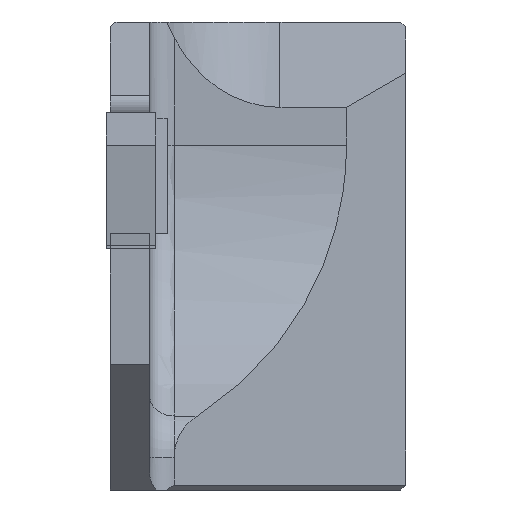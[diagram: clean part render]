
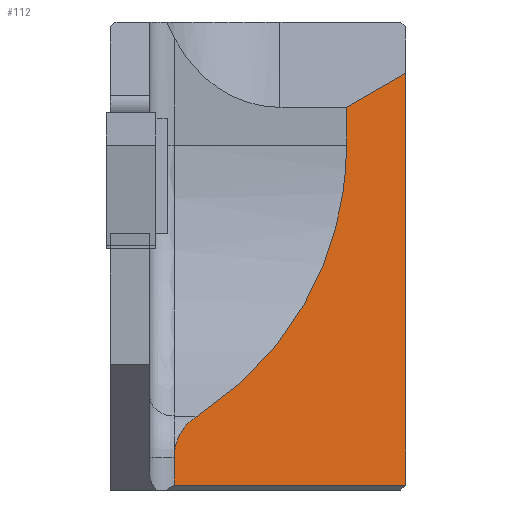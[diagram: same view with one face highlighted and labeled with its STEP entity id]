
A CAD part, left-side view. The second image highlights one B-rep face of the part: STEP entity #112.
In plain terms, the highlighted planar face has unit normal (-0.707, -0.707, 0).
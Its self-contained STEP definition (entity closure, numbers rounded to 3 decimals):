
#58=PLANE('',#1218);
#112=ADVANCED_FACE('',(#187),#58,.T.);
#187=FACE_OUTER_BOUND('',#254,.T.);
#254=EDGE_LOOP('',(#622,#623,#624,#625,#626,#627,#628));
#323=LINE('',#1652,#456);
#324=LINE('',#1655,#457);
#325=LINE('',#1657,#458);
#326=LINE('',#1663,#459);
#327=LINE('',#1665,#460);
#456=VECTOR('',#1321,1.);
#457=VECTOR('',#1322,1.);
#458=VECTOR('',#1323,1.);
#459=VECTOR('',#1328,1.);
#460=VECTOR('',#1329,1.);
#587=ELLIPSE('',#1216,18.385,13.);
#588=ELLIPSE('',#1217,2.828,2.);
#622=ORIENTED_EDGE('',*,*,#1051,.F.);
#623=ORIENTED_EDGE('',*,*,#1052,.T.);
#624=ORIENTED_EDGE('',*,*,#1053,.F.);
#625=ORIENTED_EDGE('',*,*,#1054,.F.);
#626=ORIENTED_EDGE('',*,*,#1055,.F.);
#627=ORIENTED_EDGE('',*,*,#1056,.T.);
#628=ORIENTED_EDGE('',*,*,#1057,.T.);
#950=VERTEX_POINT('',#1653);
#951=VERTEX_POINT('',#1654);
#952=VERTEX_POINT('',#1656);
#953=VERTEX_POINT('',#1658);
#954=VERTEX_POINT('',#1660);
#955=VERTEX_POINT('',#1662);
#956=VERTEX_POINT('',#1664);
#1051=EDGE_CURVE('',#950,#951,#323,.T.);
#1052=EDGE_CURVE('',#950,#952,#324,.T.);
#1053=EDGE_CURVE('',#953,#952,#325,.T.);
#1054=EDGE_CURVE('',#954,#953,#587,.T.);
#1055=EDGE_CURVE('',#955,#954,#588,.T.);
#1056=EDGE_CURVE('',#955,#956,#326,.T.);
#1057=EDGE_CURVE('',#956,#951,#327,.T.);
#1216=AXIS2_PLACEMENT_3D('',#1659,#1324,#1325);
#1217=AXIS2_PLACEMENT_3D('',#1661,#1326,#1327);
#1218=AXIS2_PLACEMENT_3D('',#1666,#1330,#1331);
#1321=DIRECTION('',(0.,0.,-1.));
#1322=DIRECTION('',(-0.655,0.655,-0.378));
#1323=DIRECTION('',(0.,0.,1.));
#1324=DIRECTION('',(-0.707,-0.707,0.));
#1325=DIRECTION('',(-0.707,0.707,0.));
#1326=DIRECTION('',(0.707,0.707,0.));
#1327=DIRECTION('',(-0.707,0.707,0.));
#1328=DIRECTION('',(0.,0.,-1.));
#1329=DIRECTION('',(0.707,-0.707,0.));
#1330=DIRECTION('',(-0.707,-0.707,0.));
#1331=DIRECTION('',(-0.707,0.707,0.));
#1652=CARTESIAN_POINT('',(15.4,0.,-14.));
#1653=CARTESIAN_POINT('',(15.4,0.,2.922));
#1654=CARTESIAN_POINT('',(15.4,0.,-13.8));
#1655=CARTESIAN_POINT('',(11.213,4.187,0.504));
#1656=CARTESIAN_POINT('',(13.,2.4,1.536));
#1657=CARTESIAN_POINT('',(13.,2.4,-14.));
#1658=CARTESIAN_POINT('',(13.,2.4,0.));
#1659=CARTESIAN_POINT('',(0.,15.4,0.));
#1660=CARTESIAN_POINT('',(6.933,8.467,-10.997));
#1661=CARTESIAN_POINT('',(8.,7.4,-12.689));
#1662=CARTESIAN_POINT('',(6.,9.4,-12.689));
#1663=CARTESIAN_POINT('',(6.,9.4,-14.));
#1664=CARTESIAN_POINT('',(6.,9.4,-13.8));
#1665=CARTESIAN_POINT('',(6.,9.4,-13.8));
#1666=CARTESIAN_POINT('',(15.4,0.,-14.));
